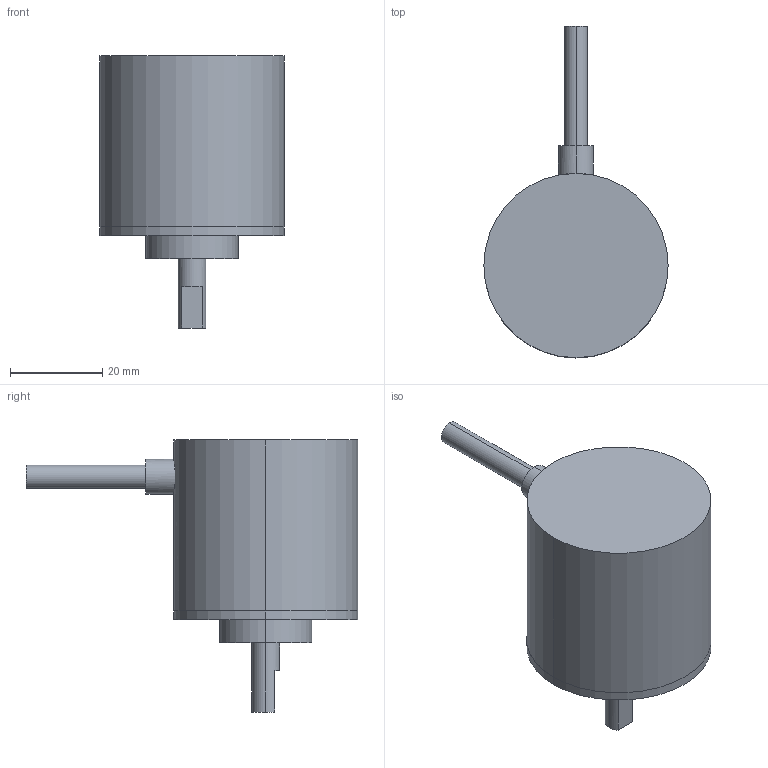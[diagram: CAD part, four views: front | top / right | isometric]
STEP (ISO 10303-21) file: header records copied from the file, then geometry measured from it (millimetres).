
FILE_DESCRIPTION (( 'STEP AP203' ), '1' );
FILE_NAME ('Encoder - YUMO E6B2-CWZ3E.STEP', '2014-04-14T20:44:33', ( 'D2' ), ( '' ), 'SwSTEP 2.0', 'SolidWorks 2012', '' );
FILE_SCHEMA (( 'CONFIG_CONTROL_DESIGN' ));
Length unit declared in the file: millimetre
Products named in the file (1): Encoder - YUMO E6B2-CWZ3E
Bounding box: 40 x 72 x 59.05 mm (x, y, z)
Volume: 51782.7 mm3; surface area: 11160.9 mm2
Topology: 3 solids, 3 shells, 36 faces, 78 edges, 52 vertices
Faces by surface type: cylinder 21, plane 15
Entity records: 1151 total; most frequent: CARTESIAN_POINT 233, DIRECTION 192, ORIENTED_EDGE 156, AXIS2_PLACEMENT_3D 79, EDGE_CURVE 78, VERTEX_POINT 52, EDGE_LOOP 46, CIRCLE 42
